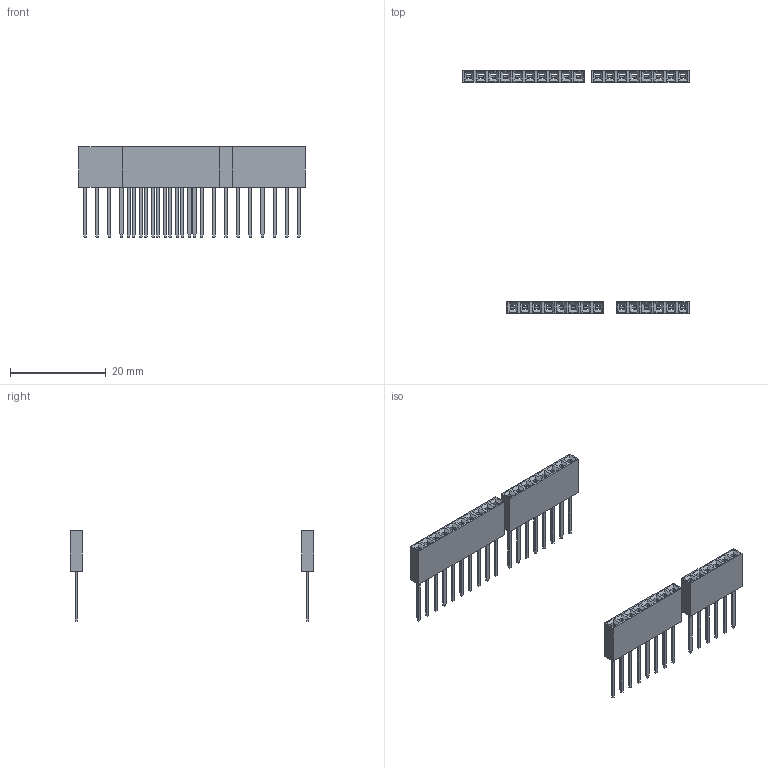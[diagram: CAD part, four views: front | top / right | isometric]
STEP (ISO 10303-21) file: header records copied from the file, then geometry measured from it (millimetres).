
FILE_DESCRIPTION(('FreeCAD Model'),'2;1');
FILE_NAME('ASSEMBLY_cp.step','2019-02-08T03:45:23',( 'kicad StepUp'),('ksu MCAD'),'Open CASCADE STEP processor 7.2', 'FreeCAD','Unknown');
FILE_SCHEMA(('AUTOMOTIVE_DESIGN { 1 0 10303 214 1 1 1 1 }'));
Length unit declared in the file: millimetre
Products named in the file (1): ASSEMBLY_cp
Bounding box: 47.23 x 50.84 x 18.96 mm (x, y, z)
Volume: 936.2 mm3; surface area: 5123.3 mm2
Topology: 4 solids, 4 shells, 952 faces, 2800 edges, 1824 vertices
Faces by surface type: plane 856, cylinder 96
Entity records: 37939 total; most frequent: ORIENTED_EDGE 5600, CARTESIAN_POINT 5577, DIRECTION 4898, EDGE_CURVE 2800, LINE 2608, VECTOR 2608, VERTEX_POINT 1824, AXIS2_PLACEMENT_3D 1145
